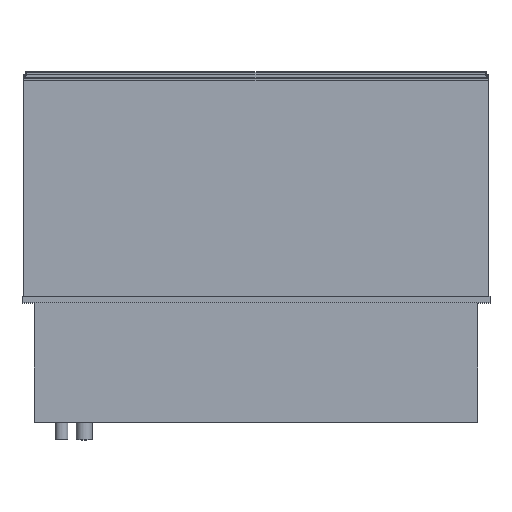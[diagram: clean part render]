
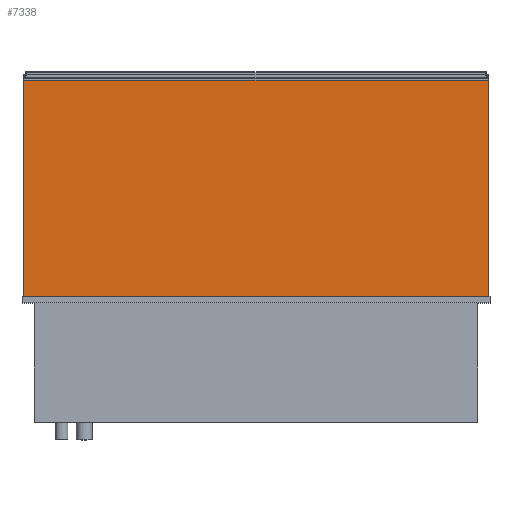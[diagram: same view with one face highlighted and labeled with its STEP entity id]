
A CAD part, top view. The second image highlights one B-rep face of the part: STEP entity #7338.
In plain terms, the highlighted planar face has unit normal (0, 0, 1).
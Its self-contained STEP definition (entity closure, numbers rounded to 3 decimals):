
#694=FACE_OUTER_BOUND('',#1126,.T.);
#1126=EDGE_LOOP('',(#6541,#6542,#6543,#6544));
#1986=LINE('',#11933,#2868);
#2006=LINE('',#11971,#2888);
#2007=LINE('',#11974,#2889);
#2008=LINE('',#11975,#2890);
#2868=VECTOR('',#9846,10.);
#2888=VECTOR('',#9880,10.);
#2889=VECTOR('',#9883,10.);
#2890=VECTOR('',#9884,10.);
#3548=VERTEX_POINT('',#11930);
#3549=VERTEX_POINT('',#11932);
#3560=VERTEX_POINT('',#11969);
#3561=VERTEX_POINT('',#11973);
#4538=EDGE_CURVE('',#3548,#3549,#1986,.T.);
#4558=EDGE_CURVE('',#3560,#3549,#2006,.T.);
#4559=EDGE_CURVE('',#3561,#3560,#2007,.T.);
#4560=EDGE_CURVE('',#3561,#3548,#2008,.T.);
#6541=ORIENTED_EDGE('',*,*,#4559,.T.);
#6542=ORIENTED_EDGE('',*,*,#4558,.T.);
#6543=ORIENTED_EDGE('',*,*,#4538,.F.);
#6544=ORIENTED_EDGE('',*,*,#4560,.F.);
#6921=PLANE('',#7934);
#7338=ADVANCED_FACE('',(#694),#6921,.T.);
#7934=AXIS2_PLACEMENT_3D('',#11972,#9881,#9882);
#9846=DIRECTION('',(1.,0.,0.));
#9880=DIRECTION('',(0.,1.,0.));
#9881=DIRECTION('center_axis',(0.,0.,1.));
#9882=DIRECTION('ref_axis',(1.,0.,0.));
#9883=DIRECTION('',(1.,0.,0.));
#9884=DIRECTION('',(0.,1.,0.));
#11930=CARTESIAN_POINT('',(-720.,690.,347.5));
#11932=CARTESIAN_POINT('',(720.,690.,347.5));
#11933=CARTESIAN_POINT('',(-720.,690.,347.5));
#11969=CARTESIAN_POINT('',(720.,20.,347.5));
#11971=CARTESIAN_POINT('',(720.,20.,347.5));
#11972=CARTESIAN_POINT('Origin',(-720.,20.,347.5));
#11973=CARTESIAN_POINT('',(-720.,20.,347.5));
#11974=CARTESIAN_POINT('',(-720.,20.,347.5));
#11975=CARTESIAN_POINT('',(-720.,20.,347.5));
